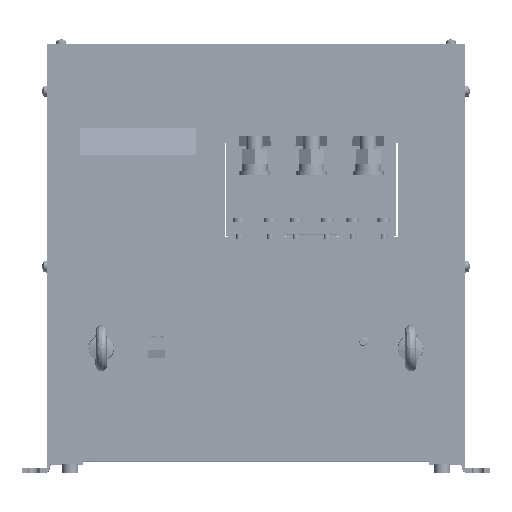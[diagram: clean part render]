
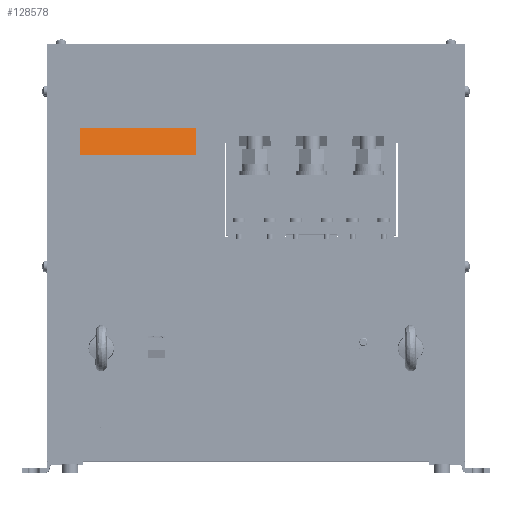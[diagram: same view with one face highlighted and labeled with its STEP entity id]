
A CAD part, top view. The second image highlights one B-rep face of the part: STEP entity #128578.
In plain terms, the highlighted planar face has unit normal (0, 0.259, 0.966).
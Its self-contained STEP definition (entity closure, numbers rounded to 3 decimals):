
#379 = ORIENTED_EDGE ( 'NONE', *, *, #119914, .T. ) ;
#29908 = DIRECTION ( 'NONE',  ( 0., 0.966, -0.259 ) ) ;
#32525 = VERTEX_POINT ( 'NONE', #72442 ) ;
#35015 = CARTESIAN_POINT ( 'NONE',  ( -170.771, 95.134, 493. ) ) ;
#37410 = EDGE_LOOP ( 'NONE', ( #110101, #379, #165609, #190015 ) ) ;
#38182 = EDGE_CURVE ( 'NONE', #147455, #32525, #223038, .T. ) ;
#52495 = CARTESIAN_POINT ( 'NONE',  ( -151.971, 95.134, 493. ) ) ;
#60694 = VERTEX_POINT ( 'NONE', #95091 ) ;
#63067 = VERTEX_POINT ( 'NONE', #214695 ) ;
#63331 = EDGE_CURVE ( 'NONE', #32525, #63067, #127133, .T. ) ;
#63657 = VECTOR ( 'NONE', #173796, 1000. ) ;
#72442 = CARTESIAN_POINT ( 'NONE',  ( -170.771, 95.134, 493. ) ) ;
#80706 = CARTESIAN_POINT ( 'NONE',  ( -57.971, 95.134, 493. ) ) ;
#86124 = VECTOR ( 'NONE', #181326, 1000. ) ;
#88687 = DIRECTION ( 'NONE',  ( -1., 0., 0. ) ) ;
#95091 = CARTESIAN_POINT ( 'NONE',  ( -57.971, 121.259, 486. ) ) ;
#100720 = DIRECTION ( 'NONE',  ( 0., 0.966, -0.259 ) ) ;
#109697 = VECTOR ( 'NONE', #100720, 1000. ) ;
#110101 = ORIENTED_EDGE ( 'NONE', *, *, #141268, .T. ) ;
#117927 = VECTOR ( 'NONE', #88687, 1000. ) ;
#119143 = CARTESIAN_POINT ( 'NONE',  ( -151.971, 121.259, 486. ) ) ;
#119914 = EDGE_CURVE ( 'NONE', #60694, #63067, #132986, .T. ) ;
#127133 = LINE ( 'NONE', #35015, #63657 ) ;
#128578 = ADVANCED_FACE ( 'NONE', ( #193502 ), #190869, .F. ) ;
#132986 = LINE ( 'NONE', #217502, #86124 ) ;
#137804 = CARTESIAN_POINT ( 'NONE',  ( -57.971, 95.134, 493. ) ) ;
#141268 = EDGE_CURVE ( 'NONE', #147455, #60694, #156619, .T. ) ;
#147455 = VERTEX_POINT ( 'NONE', #137804 ) ;
#156619 = LINE ( 'NONE', #80706, #109697 ) ;
#165609 = ORIENTED_EDGE ( 'NONE', *, *, #63331, .F. ) ;
#173796 = DIRECTION ( 'NONE',  ( 0., 0.966, -0.259 ) ) ;
#181326 = DIRECTION ( 'NONE',  ( -1., 0., 0. ) ) ;
#190015 = ORIENTED_EDGE ( 'NONE', *, *, #38182, .F. ) ;
#190869 = PLANE ( 'NONE',  #200301 ) ;
#193502 = FACE_OUTER_BOUND ( 'NONE', #37410, .T. ) ;
#200301 = AXIS2_PLACEMENT_3D ( 'NONE', #119143, #225518, #29908 ) ;
#214695 = CARTESIAN_POINT ( 'NONE',  ( -170.771, 121.259, 486. ) ) ;
#217502 = CARTESIAN_POINT ( 'NONE',  ( -151.971, 121.259, 486. ) ) ;
#223038 = LINE ( 'NONE', #52495, #117927 ) ;
#225518 = DIRECTION ( 'NONE',  ( 0., -0.259, -0.966 ) ) ;
